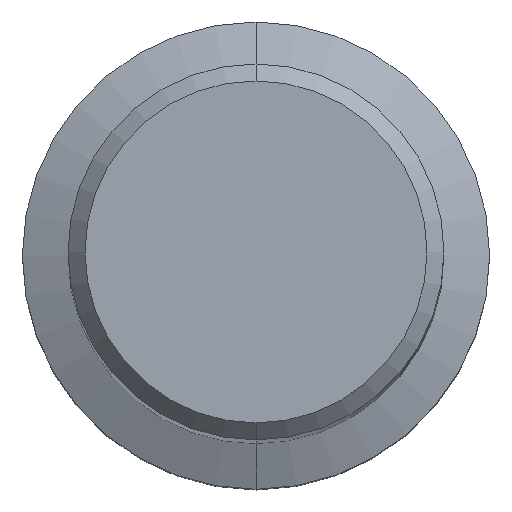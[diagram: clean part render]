
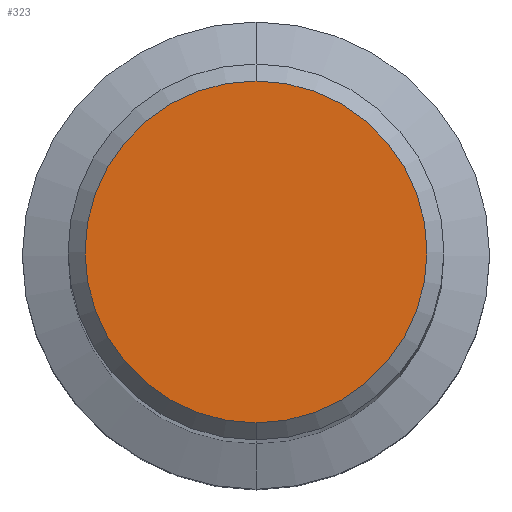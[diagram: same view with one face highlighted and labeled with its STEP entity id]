
A CAD part, top view. The second image highlights one B-rep face of the part: STEP entity #323.
In plain terms, the highlighted planar face has unit normal (0, 0, 1).
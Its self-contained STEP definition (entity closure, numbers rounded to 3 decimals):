
#215=EDGE_CURVE('',#347,#275,#571,.T.);
#275=VERTEX_POINT('',#633);
#315=EDGE_CURVE('',#275,#347,#677,.T.);
#323=ADVANCED_FACE('',(#689),#690,.T.);
#347=VERTEX_POINT('',#716);
#571=CIRCLE('',#957,8.05);
#633=CARTESIAN_POINT('',(0.0,8.05,0.0));
#677=CIRCLE('',#1197,8.05);
#689=FACE_OUTER_BOUND('',#1209,.T.);
#690=PLANE('',#1210);
#716=CARTESIAN_POINT('',(0.,-8.05,0.0));
#957=AXIS2_PLACEMENT_3D('',#1729,#1730,#1731);
#1197=AXIS2_PLACEMENT_3D('',#1835,#1836,#1837);
#1209=EDGE_LOOP('',(#1861,#1862));
#1210=AXIS2_PLACEMENT_3D('',#1863,#1864,#1865);
#1729=CARTESIAN_POINT('',(0.0,0.0,0.0));
#1730=DIRECTION('',(0.0,0.0,-1.0));
#1731=DIRECTION('',(0.0,1.0,0.0));
#1835=CARTESIAN_POINT('',(0.0,0.0,0.0));
#1836=DIRECTION('',(0.0,0.0,-1.0));
#1837=DIRECTION('',(0.0,1.0,0.0));
#1861=ORIENTED_EDGE('',*,*,#315,.F.);
#1862=ORIENTED_EDGE('',*,*,#215,.F.);
#1863=CARTESIAN_POINT('',(0.0,4.025,0.0));
#1864=DIRECTION('',(-0.0,0.0,1.0));
#1865=DIRECTION('',(0.0,-1.0,0.0));
